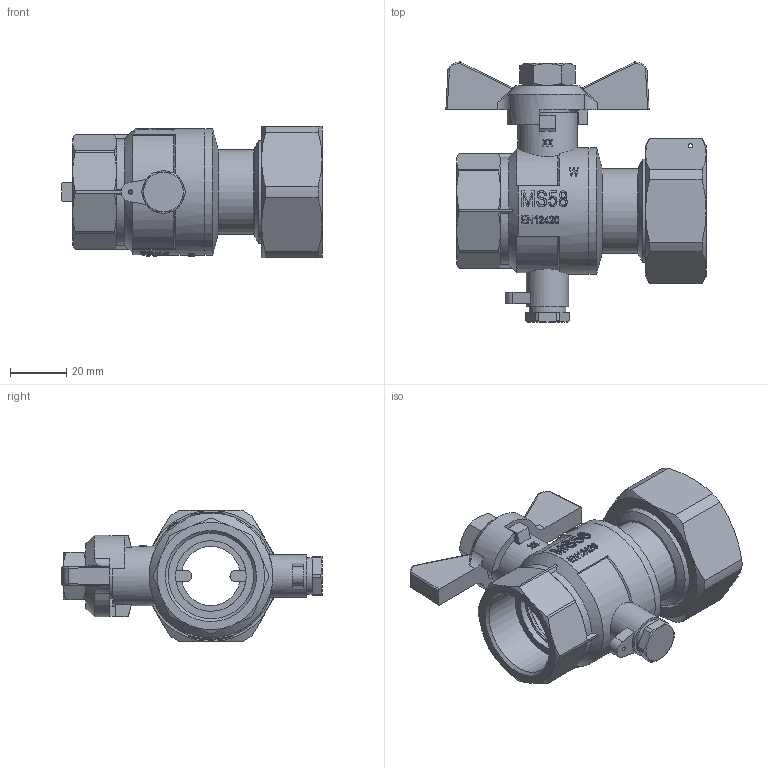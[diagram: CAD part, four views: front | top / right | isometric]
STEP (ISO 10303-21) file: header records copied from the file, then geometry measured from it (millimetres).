
FILE_DESCRIPTION(/* description */ ('Unknown'),/* implementation_level */ '2;1');
FILE_NAME(/* name */ '7226-67',/* time_stamp */ '2023-06-07T11:03:33+02:00',/* author */ ('Unknown'),/* organization */ ('Unknown'),/* preprocessor_version */ 'ST-DEVELOPER v18.102',/* originating_system */ 'Solid Edge',/* authorisation */ 'Unknown');
FILE_SCHEMA (('AUTOMOTIVE_DESIGN {1 0 10303 214 3 1 1}'));
Length unit declared in the file: millimetre
Products named in the file (18): 722-67; Spindel-co; Spindel; Stopfbuchse; Spindeldichtung; F-griff-1; M10-1-Mutter-al.g.; Einschraubteil; Kvrper-co; Kugeldichtung; Kugel; Kvrper; Schtaube; Dichtung; _WM-1_1_4; _wm; s-ring; Dichtung-_wm
Assembly tree (18 placements, depth 4):
  722-67
    Spindel-co
      Spindel
      Stopfbuchse
      Spindeldichtung
      F-griff-1
      M10-1-Mutter-al.g.
    Einschraubteil
    Kvrper-co
      Kugeldichtung  x2
      Kugel
      Kvrper
      Schtaube
      Dichtung
      _WM-1_1_4
        _wm
        s-ring
        Dichtung-_wm
Bounding box: 92.22 x 92.2 x 46.5 mm (x, y, z)
Volume: 81095.8 mm3; surface area: 53669.4 mm2
Topology: 15 solids, 15 shells, 1214 faces, 3329 edges, 2190 vertices
Faces by surface type: plane 957, cylinder 145, cone 83, bspline 14, sphere 9, torus 6
Full cylindrical faces by diameter (mm): 1.5 x2, 5 x1, 5.9 x1, 8.5 x1, 8.8 x1, 8.92 x1, 10 x2, 12 x2, 12.1 x2, 12.5 x1, 13 x1, 14 x1, 14.5 x1, 15 x1, 16 x1, 16.3 x1, 16.5 x1, 18 x1, 20 x1, 20.9 x1, 21 x1, 22.5 x1, 25 x5, 30 x1, 30.291 x1, 33 x4, 36.5 x1, 38.5 x1, 38.9 x3, 38.952 x1
Entity records: 44617 total; most frequent: CARTESIAN_POINT 12615, DIRECTION 7231, ORIENTED_EDGE 6394, EDGE_CURVE 3197, AXIS2_PLACEMENT_3D 2997, VERTEX_POINT 2154, FACE_BOUND 1373, EDGE_LOOP 1372
